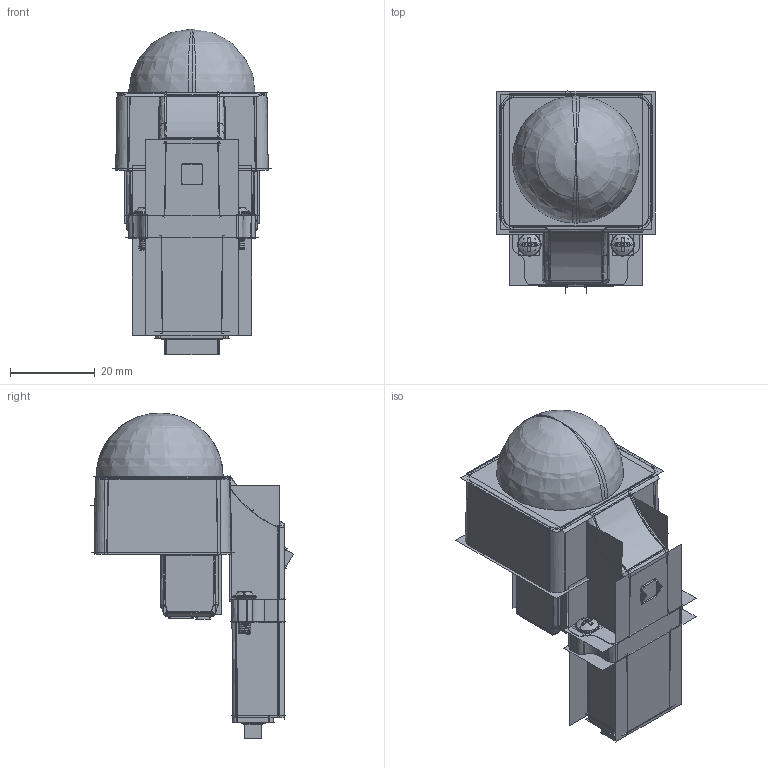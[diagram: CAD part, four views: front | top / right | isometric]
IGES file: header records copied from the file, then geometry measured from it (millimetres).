
Start section:  PTC IGES file: 189855.igs
Global section: file name: 189855.igs; native system: Creo Parametric by Parametric Technology Corporation; preprocessor: 2013230; author: pdmadmin; organization: Unknown; date: 20151030.080254; units: millimetre
Bounding box: 37.44 x 47.78 x 76.93 mm (x, y, z)
Volume: 24014.7 mm3; surface area: 109899 mm2
Topology: 22 solids, 22 shells, 2704 faces, 12919 edges, 15867 vertices
Faces by surface type: bspline 1924, revolution 780
